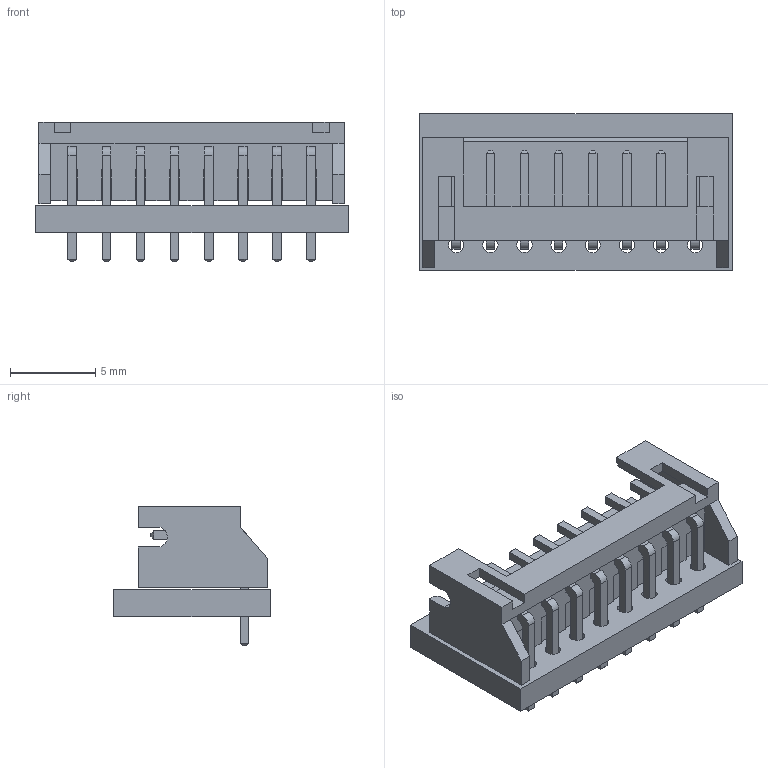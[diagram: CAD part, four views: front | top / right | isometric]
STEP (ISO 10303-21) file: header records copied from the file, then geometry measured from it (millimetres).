
FILE_DESCRIPTION(('Designed by EasyEDA Pro'),'2;1');
FILE_NAME('Open CASCADE Shape Model','2022-11-22T21:13:18',('Author'),( 'Open CASCADE'),'Open CASCADE STEP processor 7.6','Open CASCADE 7.6' ,'Unknown');
FILE_SCHEMA(('AUTOMOTIVE_DESIGN { 1 0 10303 214 1 1 1 1 }'));
Length unit declared in the file: millimetre
Products named in the file (5): PCBModel; COMPOUND; U1; CONN-TH_S8B-PH-K-S-LF-SN
Assembly tree (4 placements, depth 4):
  PCBModel
    COMPOUND
    U1
      CONN-TH_S8B-PH-K-S-LF-SN
        COMPOUND
Bounding box: 18.32 x 9.19 x 8.2 mm (x, y, z)
Volume: 494.6 mm3; surface area: 1134.3 mm2
Topology: 15 solids, 15 shells, 496 faces, 1288 edges, 834 vertices
Faces by surface type: plane 370, bspline 98, cylinder 28
Full cylindrical faces by diameter (mm): 0.899 x8
Entity records: 20220 total; most frequent: CARTESIAN_POINT 3929, ORIENTED_EDGE 2576, DIRECTION 1950, EDGE_CURVE 1288, LINE 1032, VECTOR 1032, VERTEX_POINT 834, FACE_BOUND 540
